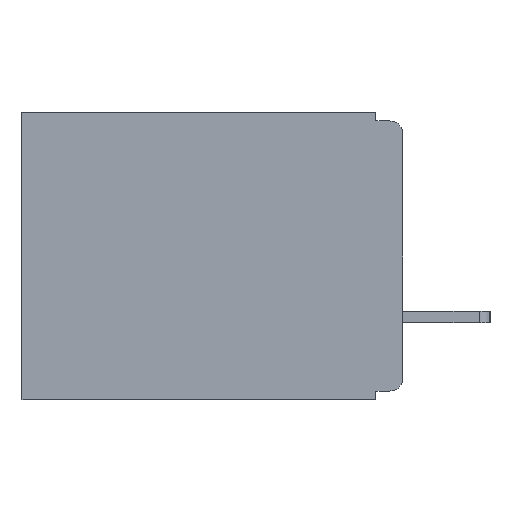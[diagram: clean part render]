
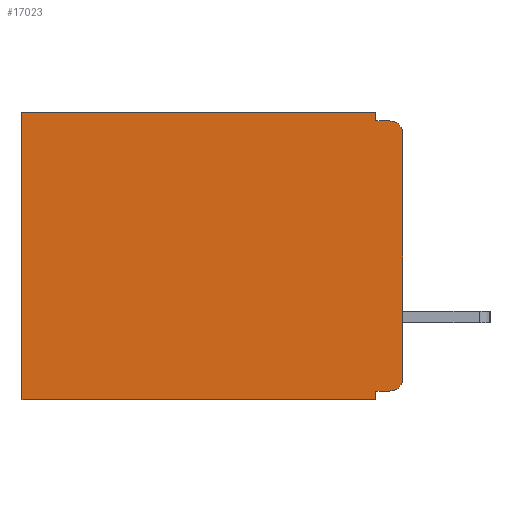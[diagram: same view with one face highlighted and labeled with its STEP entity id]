
A CAD part, left-side view. The second image highlights one B-rep face of the part: STEP entity #17023.
In plain terms, the highlighted planar face has unit normal (-1, 0, 0).
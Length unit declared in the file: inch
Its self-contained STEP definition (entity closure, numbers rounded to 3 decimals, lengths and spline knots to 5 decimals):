
#391 = CARTESIAN_POINT ( 'NONE',  ( 0.3, 0.015, -0.01 ) ) ;
#488 = FACE_OUTER_BOUND ( 'NONE', #2438, .T. ) ;
#673 = ORIENTED_EDGE ( 'NONE', *, *, #9652, .F. ) ;
#856 = CARTESIAN_POINT ( 'NONE',  ( 0.3, 0.437, -0.33 ) ) ;
#1179 = EDGE_CURVE ( 'NONE', #12883, #7332, #12681, .T. ) ;
#1487 = AXIS2_PLACEMENT_3D ( 'NONE', #10742, #10199, #10161 ) ;
#1490 = EDGE_CURVE ( 'NONE', #15091, #5468, #8394, .T. ) ;
#1829 = VERTEX_POINT ( 'NONE', #3151 ) ;
#1914 = VERTEX_POINT ( 'NONE', #2708 ) ;
#2077 = VECTOR ( 'NONE', #13556, 39.37008 ) ;
#2089 = LINE ( 'NONE', #11133, #2077 ) ;
#2423 = EDGE_CURVE ( 'NONE', #7332, #1914, #6341, .T. ) ;
#2438 = EDGE_LOOP ( 'NONE', ( #673, #5896, #9198, #3545, #3441, #4675, #5560, #13478, #10355, #11514 ) ) ;
#2708 = CARTESIAN_POINT ( 'NONE',  ( 0.3, 0.031, -0.33 ) ) ;
#2713 = VERTEX_POINT ( 'NONE', #856 ) ;
#2845 = CARTESIAN_POINT ( 'NONE',  ( 0.3, 0.031, -0.01 ) ) ;
#2903 = CIRCLE ( 'NONE', #1487, 0.015 ) ;
#3151 = CARTESIAN_POINT ( 'NONE',  ( 0.3, 0., -0.305 ) ) ;
#3425 = EDGE_CURVE ( 'NONE', #5468, #4083, #2089, .T. ) ;
#3441 = ORIENTED_EDGE ( 'NONE', *, *, #16399, .T. ) ;
#3545 = ORIENTED_EDGE ( 'NONE', *, *, #1490, .F. ) ;
#3834 = VERTEX_POINT ( 'NONE', #8162 ) ;
#4040 = DIRECTION ( 'NONE',  ( 0., 1., 0. ) ) ;
#4083 = VERTEX_POINT ( 'NONE', #391 ) ;
#4449 = DIRECTION ( 'NONE',  ( 0., 0., -1. ) ) ;
#4675 = ORIENTED_EDGE ( 'NONE', *, *, #5772, .T. ) ;
#4715 = CARTESIAN_POINT ( 'NONE',  ( 0.3, 0., -0.32 ) ) ;
#4836 = CIRCLE ( 'NONE', #15017, 0.015 ) ;
#4840 = VECTOR ( 'NONE', #16567, 39.37008 ) ;
#4954 = LINE ( 'NONE', #17125, #4840 ) ;
#5272 = CARTESIAN_POINT ( 'NONE',  ( 0.3, 0., 0. ) ) ;
#5324 = CARTESIAN_POINT ( 'NONE',  ( 0.3, 0.031, 0. ) ) ;
#5468 = VERTEX_POINT ( 'NONE', #2845 ) ;
#5507 = VECTOR ( 'NONE', #4040, 39.37008 ) ;
#5560 = ORIENTED_EDGE ( 'NONE', *, *, #6819, .F. ) ;
#5772 = EDGE_CURVE ( 'NONE', #6740, #2713, #10079, .T. ) ;
#5896 = ORIENTED_EDGE ( 'NONE', *, *, #14299, .T. ) ;
#6082 = CARTESIAN_POINT ( 'NONE',  ( 0.3, 0.031, -0.32 ) ) ;
#6341 = LINE ( 'NONE', #8091, #6457 ) ;
#6457 = VECTOR ( 'NONE', #6591, 39.37008 ) ;
#6591 = DIRECTION ( 'NONE',  ( 0., 0., -1. ) ) ;
#6740 = VERTEX_POINT ( 'NONE', #17825 ) ;
#6819 = EDGE_CURVE ( 'NONE', #1914, #2713, #4954, .T. ) ;
#7332 = VERTEX_POINT ( 'NONE', #6082 ) ;
#8091 = CARTESIAN_POINT ( 'NONE',  ( 0.3, 0.031, -0.33 ) ) ;
#8162 = CARTESIAN_POINT ( 'NONE',  ( 0.3, 0., -0.025 ) ) ;
#8364 = DIRECTION ( 'NONE',  ( 0., 1., 0. ) ) ;
#8394 = LINE ( 'NONE', #13098, #9328 ) ;
#8598 = DIRECTION ( 'NONE',  ( 0., 0., -1. ) ) ;
#8720 = DIRECTION ( 'NONE',  ( 1., 0., 0. ) ) ;
#8827 = CARTESIAN_POINT ( 'NONE',  ( 0.3, 0., -0.33 ) ) ;
#9092 = PLANE ( 'NONE',  #14731 ) ;
#9158 = VECTOR ( 'NONE', #13766, 39.37008 ) ;
#9198 = ORIENTED_EDGE ( 'NONE', *, *, #3425, .F. ) ;
#9328 = VECTOR ( 'NONE', #13153, 39.37008 ) ;
#9418 = LINE ( 'NONE', #13723, #9158 ) ;
#9652 = EDGE_CURVE ( 'NONE', #3834, #1829, #9418, .T. ) ;
#9808 = VECTOR ( 'NONE', #4449, 39.37008 ) ;
#10079 = LINE ( 'NONE', #10454, #9808 ) ;
#10161 = DIRECTION ( 'NONE',  ( 0., 0., -1. ) ) ;
#10199 = DIRECTION ( 'NONE',  ( -1., 0., 0. ) ) ;
#10355 = ORIENTED_EDGE ( 'NONE', *, *, #1179, .F. ) ;
#10454 = CARTESIAN_POINT ( 'NONE',  ( 0.3, 0.437, -0.33 ) ) ;
#10742 = CARTESIAN_POINT ( 'NONE',  ( 0.3, 0.015, -0.305 ) ) ;
#11133 = CARTESIAN_POINT ( 'NONE',  ( 0.3, 0., -0.01 ) ) ;
#11514 = ORIENTED_EDGE ( 'NONE', *, *, #16648, .T. ) ;
#12681 = LINE ( 'NONE', #4715, #16436 ) ;
#12883 = VERTEX_POINT ( 'NONE', #12981 ) ;
#12981 = CARTESIAN_POINT ( 'NONE',  ( 0.3, 0.015, -0.32 ) ) ;
#13098 = CARTESIAN_POINT ( 'NONE',  ( 0.3, 0.031, 0. ) ) ;
#13153 = DIRECTION ( 'NONE',  ( 0., 0., -1. ) ) ;
#13478 = ORIENTED_EDGE ( 'NONE', *, *, #2423, .F. ) ;
#13556 = DIRECTION ( 'NONE',  ( 0., -1., 0. ) ) ;
#13723 = CARTESIAN_POINT ( 'NONE',  ( 0.3, 0., -0.33 ) ) ;
#13766 = DIRECTION ( 'NONE',  ( 0., 0., -1. ) ) ;
#13945 = DIRECTION ( 'NONE',  ( 0., 0., -1. ) ) ;
#14156 = DIRECTION ( 'NONE',  ( -1., 0., 0. ) ) ;
#14266 = CARTESIAN_POINT ( 'NONE',  ( 0.3, 0.015, -0.025 ) ) ;
#14299 = EDGE_CURVE ( 'NONE', #3834, #4083, #4836, .T. ) ;
#14731 = AXIS2_PLACEMENT_3D ( 'NONE', #8827, #8720, #8598 ) ;
#15017 = AXIS2_PLACEMENT_3D ( 'NONE', #14266, #14156, #13945 ) ;
#15091 = VERTEX_POINT ( 'NONE', #5324 ) ;
#16387 = LINE ( 'NONE', #5272, #5507 ) ;
#16399 = EDGE_CURVE ( 'NONE', #15091, #6740, #16387, .T. ) ;
#16436 = VECTOR ( 'NONE', #8364, 39.37008 ) ;
#16567 = DIRECTION ( 'NONE',  ( 0., 1., 0. ) ) ;
#16648 = EDGE_CURVE ( 'NONE', #12883, #1829, #2903, .T. ) ;
#17023 = ADVANCED_FACE ( 'NONE', ( #488 ), #9092, .F. ) ;
#17125 = CARTESIAN_POINT ( 'NONE',  ( 0.3, 0., -0.33 ) ) ;
#17825 = CARTESIAN_POINT ( 'NONE',  ( 0.3, 0.437, 0. ) ) ;
